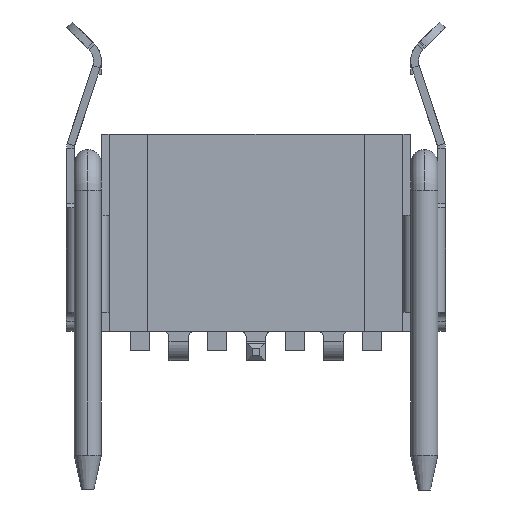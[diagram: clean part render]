
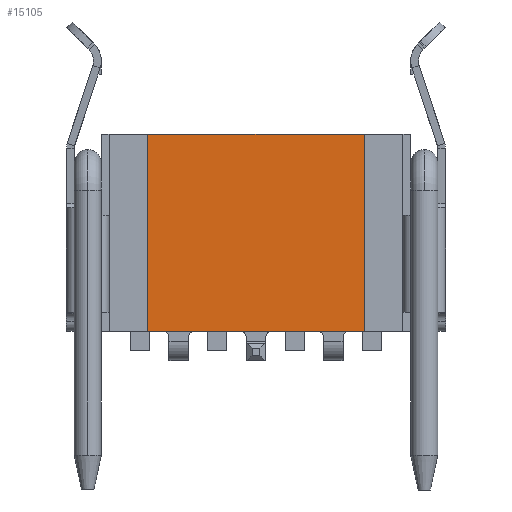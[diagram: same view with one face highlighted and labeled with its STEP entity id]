
A CAD part, front view. The second image highlights one B-rep face of the part: STEP entity #15105.
In plain terms, the highlighted planar face has unit normal (0, -1, 0).
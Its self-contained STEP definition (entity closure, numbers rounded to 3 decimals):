
#882 = VERTEX_POINT ( 'NONE', #18850 ) ;
#886 = VERTEX_POINT ( 'NONE', #18875 ) ;
#912 = VERTEX_POINT ( 'NONE', #18788 ) ;
#916 = VERTEX_POINT ( 'NONE', #18794 ) ;
#1045 = EDGE_LOOP ( 'NONE', ( #14778, #15113, #15119, #15122 ) ) ;
#3653 = CARTESIAN_POINT ( 'NONE',  ( -0.8, -1.7, -8.588 ) ) ;
#3660 = PLANE ( 'NONE',  #17437 ) ;
#3663 = DIRECTION ( 'NONE',  ( 0., -1., 0. ) ) ;
#3664 = DIRECTION ( 'NONE',  ( 1., 0., 0. ) ) ;
#3717 = DIRECTION ( 'NONE',  ( 1., 0., 0. ) ) ;
#3760 = CARTESIAN_POINT ( 'NONE',  ( -0.8, -1.7, 5.6 ) ) ;
#5270 = EDGE_CURVE ( 'NONE', #912, #916, #9810, .T. ) ;
#5304 = EDGE_CURVE ( 'NONE', #882, #886, #9697, .T. ) ;
#5447 = EDGE_CURVE ( 'NONE', #916, #882, #9335, .T. ) ;
#5449 = EDGE_CURVE ( 'NONE', #912, #886, #9333, .T. ) ;
#7829 = CARTESIAN_POINT ( 'NONE',  ( -0.8, -1.7, 0.5 ) ) ;
#7845 = DIRECTION ( 'NONE',  ( -1., 0., 0. ) ) ;
#8902 = CARTESIAN_POINT ( 'NONE',  ( 4.8, -1.7, -8.588 ) ) ;
#9328 = VECTOR ( 'NONE', #12850, 1000. ) ;
#9332 = VECTOR ( 'NONE', #12855, 1000. ) ;
#9333 = LINE ( 'NONE', #8902, #9328 ) ;
#9335 = LINE ( 'NONE', #12856, #9332 ) ;
#9687 = VECTOR ( 'NONE', #3717, 1000. ) ;
#9694 = FACE_OUTER_BOUND ( 'NONE', #1045, .T. ) ;
#9697 = LINE ( 'NONE', #3760, #9687 ) ;
#9787 = VECTOR ( 'NONE', #7845, 1000. ) ;
#9810 = LINE ( 'NONE', #7829, #9787 ) ;
#12850 = DIRECTION ( 'NONE',  ( 0., 0., 1. ) ) ;
#12855 = DIRECTION ( 'NONE',  ( 0., 0., 1. ) ) ;
#12856 = CARTESIAN_POINT ( 'NONE',  ( -0.8, -1.7, -8.588 ) ) ;
#14778 = ORIENTED_EDGE ( 'NONE', *, *, #5270, .F. ) ;
#15105 = ADVANCED_FACE ( 'NONE', ( #9694 ), #3660, .T. ) ;
#15113 = ORIENTED_EDGE ( 'NONE', *, *, #5449, .T. ) ;
#15119 = ORIENTED_EDGE ( 'NONE', *, *, #5304, .F. ) ;
#15122 = ORIENTED_EDGE ( 'NONE', *, *, #5447, .F. ) ;
#17437 = AXIS2_PLACEMENT_3D ( 'NONE', #3653, #3663, #3664 ) ;
#18788 = CARTESIAN_POINT ( 'NONE',  ( 4.8, -1.7, 0.5 ) ) ;
#18794 = CARTESIAN_POINT ( 'NONE',  ( -0.8, -1.7, 0.5 ) ) ;
#18850 = CARTESIAN_POINT ( 'NONE',  ( -0.8, -1.7, 5.6 ) ) ;
#18875 = CARTESIAN_POINT ( 'NONE',  ( 4.8, -1.7, 5.6 ) ) ;
